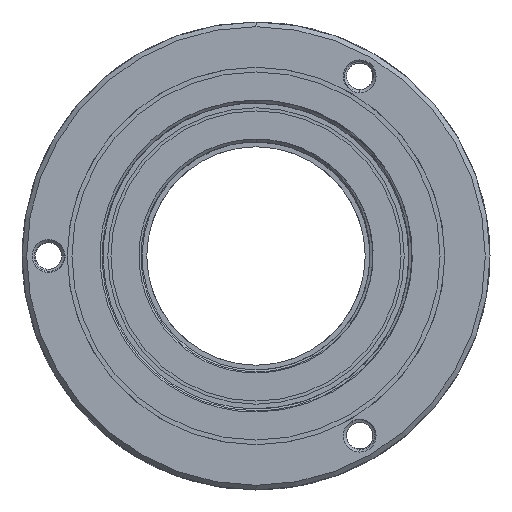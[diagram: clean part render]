
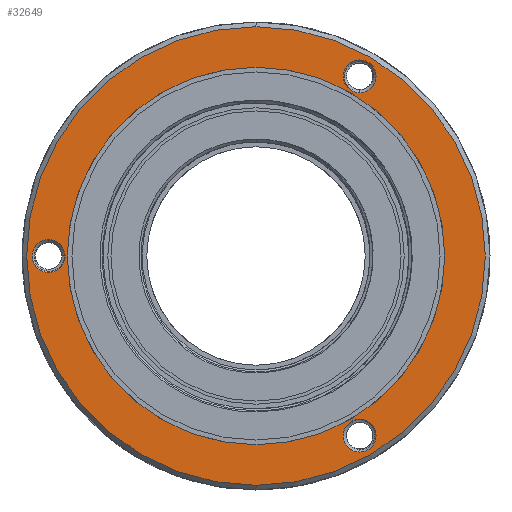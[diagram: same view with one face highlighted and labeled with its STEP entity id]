
A CAD part, left-side view. The second image highlights one B-rep face of the part: STEP entity #32649.
In plain terms, the highlighted planar face has unit normal (-1, 0, 0).
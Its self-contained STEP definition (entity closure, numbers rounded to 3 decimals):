
#1049 = AXIS2_PLACEMENT_3D ( 'NONE', #27493, #17019, #17328 ) ;
#1132 = AXIS2_PLACEMENT_3D ( 'NONE', #31254, #16108, #8501 ) ;
#1425 = CARTESIAN_POINT ( 'NONE',  ( 9., -6.65, -11.518 ) ) ;
#1594 = DIRECTION ( 'NONE',  ( 1., 0., 0. ) ) ;
#1639 = CARTESIAN_POINT ( 'NONE',  ( 9., 13.3, 0. ) ) ;
#2526 = FACE_BOUND ( 'NONE', #15941, .T. ) ;
#3190 = FACE_BOUND ( 'NONE', #19170, .T. ) ;
#3336 = EDGE_CURVE ( 'NONE', #22338, #4576, #25719, .T. ) ;
#3610 = CIRCLE ( 'NONE', #14753, 14.7 ) ;
#3970 = CARTESIAN_POINT ( 'NONE',  ( 9., 0., -12.1 ) ) ;
#4383 = ORIENTED_EDGE ( 'NONE', *, *, #8491, .T. ) ;
#4576 = VERTEX_POINT ( 'NONE', #23366 ) ;
#4760 = DIRECTION ( 'NONE',  ( 1., 0., 0. ) ) ;
#5169 = FACE_BOUND ( 'NONE', #26814, .T. ) ;
#5391 = ORIENTED_EDGE ( 'NONE', *, *, #26917, .T. ) ;
#5659 = VERTEX_POINT ( 'NONE', #16215 ) ;
#5930 = CIRCLE ( 'NONE', #1132, 1.05 ) ;
#6032 = DIRECTION ( 'NONE',  ( 0., 0., -1. ) ) ;
#6044 = VERTEX_POINT ( 'NONE', #27302 ) ;
#7108 = DIRECTION ( 'NONE',  ( 0., 0., -1. ) ) ;
#7622 = VERTEX_POINT ( 'NONE', #22907 ) ;
#8184 = DIRECTION ( 'NONE',  ( -1., 0., 0. ) ) ;
#8491 = EDGE_CURVE ( 'NONE', #7622, #17519, #3610, .T. ) ;
#8501 = DIRECTION ( 'NONE',  ( 0., 0., -1. ) ) ;
#9314 = CIRCLE ( 'NONE', #25182, 14.7 ) ;
#11610 = AXIS2_PLACEMENT_3D ( 'NONE', #20123, #12531, #14842 ) ;
#11797 = ORIENTED_EDGE ( 'NONE', *, *, #14262, .F. ) ;
#12531 = DIRECTION ( 'NONE',  ( 1., 0., 0. ) ) ;
#13018 = AXIS2_PLACEMENT_3D ( 'NONE', #1425, #1594, #26354 ) ;
#13330 = DIRECTION ( 'NONE',  ( -1., 0., 0. ) ) ;
#13465 = EDGE_CURVE ( 'NONE', #17519, #7622, #9314, .T. ) ;
#13725 = VERTEX_POINT ( 'NONE', #20407 ) ;
#14262 = EDGE_CURVE ( 'NONE', #20961, #6044, #14691, .T. ) ;
#14691 = CIRCLE ( 'NONE', #26364, 12.1 ) ;
#14753 = AXIS2_PLACEMENT_3D ( 'NONE', #27692, #19548, #19378 ) ;
#14842 = DIRECTION ( 'NONE',  ( 0., 0., -1. ) ) ;
#15250 = ORIENTED_EDGE ( 'NONE', *, *, #3336, .T. ) ;
#15297 = DIRECTION ( 'NONE',  ( -1., 0., 0. ) ) ;
#15310 = DIRECTION ( 'NONE',  ( 1., 0., 0. ) ) ;
#15631 = AXIS2_PLACEMENT_3D ( 'NONE', #19976, #13330, #24968 ) ;
#15656 = ORIENTED_EDGE ( 'NONE', *, *, #19497, .T. ) ;
#15941 = EDGE_LOOP ( 'NONE', ( #28701, #11797 ) ) ;
#16108 = DIRECTION ( 'NONE',  ( 1., 0., 0. ) ) ;
#16156 = CARTESIAN_POINT ( 'NONE',  ( 9., -6.65, 10.468 ) ) ;
#16179 = VERTEX_POINT ( 'NONE', #18009 ) ;
#16215 = CARTESIAN_POINT ( 'NONE',  ( 9., 13.3, -1.05 ) ) ;
#16303 = ORIENTED_EDGE ( 'NONE', *, *, #13465, .T. ) ;
#16351 = EDGE_LOOP ( 'NONE', ( #15656, #19673 ) ) ;
#16690 = CIRCLE ( 'NONE', #15631, 12.1 ) ;
#17019 = DIRECTION ( 'NONE',  ( 1., 0., 0. ) ) ;
#17328 = DIRECTION ( 'NONE',  ( 0., 0., -1. ) ) ;
#17398 = CIRCLE ( 'NONE', #11610, 1.05 ) ;
#17519 = VERTEX_POINT ( 'NONE', #20963 ) ;
#17834 = ORIENTED_EDGE ( 'NONE', *, *, #23447, .T. ) ;
#17939 = CARTESIAN_POINT ( 'NONE',  ( 9., 0., 0. ) ) ;
#18009 = CARTESIAN_POINT ( 'NONE',  ( 9., -6.65, 12.568 ) ) ;
#18273 = CARTESIAN_POINT ( 'NONE',  ( 9., 15., 0. ) ) ;
#19170 = EDGE_LOOP ( 'NONE', ( #5391, #15250 ) ) ;
#19378 = DIRECTION ( 'NONE',  ( 0., 0., -1. ) ) ;
#19497 = EDGE_CURVE ( 'NONE', #13725, #5659, #32325, .T. ) ;
#19548 = DIRECTION ( 'NONE',  ( -1., 0., 0. ) ) ;
#19673 = ORIENTED_EDGE ( 'NONE', *, *, #24353, .T. ) ;
#19791 = CARTESIAN_POINT ( 'NONE',  ( 9., -6.65, -12.568 ) ) ;
#19868 = EDGE_CURVE ( 'NONE', #16179, #28833, #25431, .T. ) ;
#19976 = CARTESIAN_POINT ( 'NONE',  ( 9., 0., 0. ) ) ;
#20123 = CARTESIAN_POINT ( 'NONE',  ( 9., 13.3, 0. ) ) ;
#20407 = CARTESIAN_POINT ( 'NONE',  ( 9., 13.3, 1.05 ) ) ;
#20961 = VERTEX_POINT ( 'NONE', #3970 ) ;
#20963 = CARTESIAN_POINT ( 'NONE',  ( 9., 0., 14.7 ) ) ;
#21349 = AXIS2_PLACEMENT_3D ( 'NONE', #27680, #27194, #7108 ) ;
#21717 = EDGE_LOOP ( 'NONE', ( #4383, #16303 ) ) ;
#22230 = AXIS2_PLACEMENT_3D ( 'NONE', #1639, #4760, #30028 ) ;
#22338 = VERTEX_POINT ( 'NONE', #19791 ) ;
#22907 = CARTESIAN_POINT ( 'NONE',  ( 9., 0., -14.7 ) ) ;
#23366 = CARTESIAN_POINT ( 'NONE',  ( 9., -6.65, -10.468 ) ) ;
#23419 = DIRECTION ( 'NONE',  ( 0., 0., -1. ) ) ;
#23447 = EDGE_CURVE ( 'NONE', #28833, #16179, #27705, .T. ) ;
#24327 = ORIENTED_EDGE ( 'NONE', *, *, #19868, .T. ) ;
#24353 = EDGE_CURVE ( 'NONE', #5659, #13725, #17398, .T. ) ;
#24968 = DIRECTION ( 'NONE',  ( 0., 0., 1. ) ) ;
#25182 = AXIS2_PLACEMENT_3D ( 'NONE', #25778, #8184, #6032 ) ;
#25423 = DIRECTION ( 'NONE',  ( 0., 0., 1. ) ) ;
#25431 = CIRCLE ( 'NONE', #1049, 1.05 ) ;
#25719 = CIRCLE ( 'NONE', #13018, 1.05 ) ;
#25778 = CARTESIAN_POINT ( 'NONE',  ( 9., 0., 0. ) ) ;
#26354 = DIRECTION ( 'NONE',  ( 0., 0., -1. ) ) ;
#26364 = AXIS2_PLACEMENT_3D ( 'NONE', #17939, #15297, #25423 ) ;
#26814 = EDGE_LOOP ( 'NONE', ( #24327, #17834 ) ) ;
#26917 = EDGE_CURVE ( 'NONE', #4576, #22338, #5930, .T. ) ;
#26979 = AXIS2_PLACEMENT_3D ( 'NONE', #18273, #15310, #23419 ) ;
#27194 = DIRECTION ( 'NONE',  ( 1., 0., 0. ) ) ;
#27302 = CARTESIAN_POINT ( 'NONE',  ( 9., 0., 12.1 ) ) ;
#27493 = CARTESIAN_POINT ( 'NONE',  ( 9., -6.65, 11.518 ) ) ;
#27680 = CARTESIAN_POINT ( 'NONE',  ( 9., -6.65, 11.518 ) ) ;
#27692 = CARTESIAN_POINT ( 'NONE',  ( 9., 0., 0. ) ) ;
#27705 = CIRCLE ( 'NONE', #21349, 1.05 ) ;
#27922 = PLANE ( 'NONE',  #26979 ) ;
#28089 = FACE_BOUND ( 'NONE', #16351, .T. ) ;
#28701 = ORIENTED_EDGE ( 'NONE', *, *, #29885, .F. ) ;
#28833 = VERTEX_POINT ( 'NONE', #16156 ) ;
#29885 = EDGE_CURVE ( 'NONE', #6044, #20961, #16690, .T. ) ;
#30028 = DIRECTION ( 'NONE',  ( 0., 0., -1. ) ) ;
#30259 = FACE_OUTER_BOUND ( 'NONE', #21717, .T. ) ;
#31254 = CARTESIAN_POINT ( 'NONE',  ( 9., -6.65, -11.518 ) ) ;
#32325 = CIRCLE ( 'NONE', #22230, 1.05 ) ;
#32649 = ADVANCED_FACE ( 'NONE', ( #30259, #5169, #3190, #28089, #2526 ), #27922, .F. ) ;
